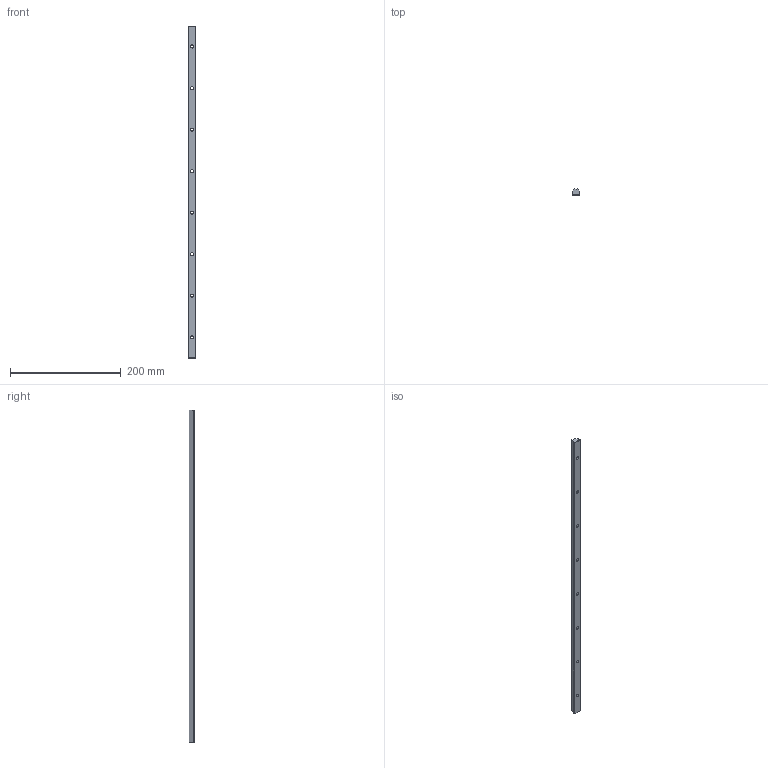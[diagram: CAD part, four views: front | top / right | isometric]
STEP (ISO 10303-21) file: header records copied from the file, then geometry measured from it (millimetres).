
FILE_DESCRIPTION(/* description */ ('Wellenunterstützung'),/* implementation_level */ '2;1');
FILE_NAME(/* name */ '151756-0.step',/* time_stamp */ '2021-08-16T08:30:38+02:00',/* author */ ('Praktikum'),/* organization */ (''),/* preprocessor_version */ 'ST-DEVELOPER v18.1',/* originating_system */ 'Autodesk Inventor 2021',/* authorisation */ '');
FILE_SCHEMA (('AUTOMOTIVE_DESIGN { 1 0 10303 214 3 1 1 }'));
Length unit declared in the file: millimetre
Products named in the file (1): 15-1756-0FZ.000
Bounding box: 14 x 10.72 x 599.5 mm (x, y, z)
Volume: 69817.5 mm3; surface area: 27462.2 mm2
Topology: 1 solids, 1 shells, 29 faces, 93 edges, 58 vertices
Faces by surface type: plane 21, cylinder 8
Full cylindrical faces by diameter (mm): 5.5 x8
Entity records: 1096 total; most frequent: ORIENTED_EDGE 186, DIRECTION 185, CARTESIAN_POINT 181, EDGE_CURVE 93, AXIS2_PLACEMENT_3D 62, LINE 61, VECTOR 61, VERTEX_POINT 58
